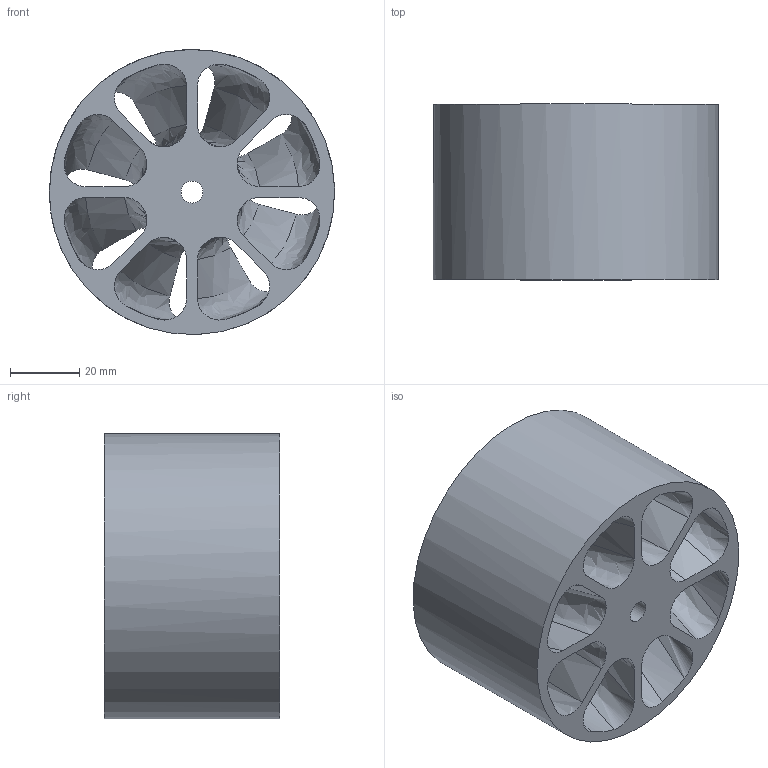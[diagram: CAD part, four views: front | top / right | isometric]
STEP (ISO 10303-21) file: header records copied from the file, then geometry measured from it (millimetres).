
FILE_DESCRIPTION(/* description */ (''),/* implementation_level */ '2;1');
FILE_NAME(/* name */ 'Fan.stp',/* time_stamp */ '2020-03-23T19:34:10-04:00',/* author */ ('emile'),/* organization */ (''),/* preprocessor_version */ 'ST-DEVELOPER v16.13',/* originating_system */ 'Autodesk Inventor 2018',/* authorisation */ '');
FILE_SCHEMA (('AUTOMOTIVE_DESIGN { 1 0 10303 214 3 1 1 }'));
Length unit declared in the file: inch
Products named in the file (1): Fan
Bounding box: 82.54 x 50.8 x 82.53 mm (x, y, z)
Volume: 116166.3 mm3; surface area: 48663.5 mm2
Topology: 1 solids, 1 shells, 71 faces, 205 edges, 137 vertices
Faces by surface type: bspline 40, cylinder 16, plane 15
Full cylindrical faces by diameter (mm): 6.35 x1, 82.55 x1
Entity records: 5539 total; most frequent: CARTESIAN_POINT 3884, ORIENTED_EDGE 404, EDGE_CURVE 202, DIRECTION 202, VERTEX_POINT 136, B_SPLINE_CURVE_WITH_KNOTS 96, EDGE_LOOP 92, LINE 74
